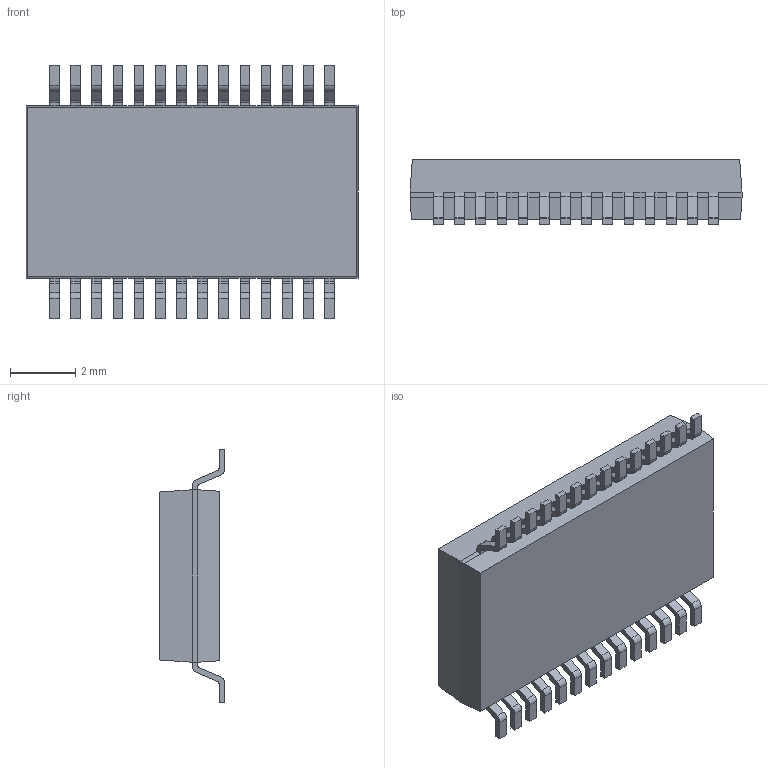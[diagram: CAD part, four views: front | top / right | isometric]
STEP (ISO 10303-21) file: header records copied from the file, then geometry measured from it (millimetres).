
FILE_DESCRIPTION (( 'STEP AP214' ), '1' );
FILE_NAME ('User Library-ssop28_model.STEP', '2018-10-17T03:33:51', ( '' ), ( '' ), 'SwSTEP 2.0', 'SolidWorks 2018', '' );
FILE_SCHEMA (( 'AUTOMOTIVE_DESIGN' ));
Length unit declared in the file: millimetre
Products named in the file (3): User Library-ssop28_model; User Library-ssop28_model_ssop28_body; User Library-ssop28_model_ssop28_pin
Assembly tree (29 placements, depth 2):
  User Library-ssop28_model
    User Library-ssop28_model_ssop28_pin  x28
    User Library-ssop28_model_ssop28_body
Bounding box: 10.2 x 2 x 7.8 mm (x, y, z)
Volume: 100.9 mm3; surface area: 221.5 mm2
Topology: 29 solids, 29 shells, 577 faces, 1434 edges, 916 vertices
Faces by surface type: plane 463, cylinder 114
Entity records: 7903 total; most frequent: CARTESIAN_POINT 961, DIRECTION 936, ORIENTED_EDGE 924, EDGE_CURVE 462, VECTOR 450, LINE 450, VERTEX_POINT 268, AXIS2_PLACEMENT_3D 243
